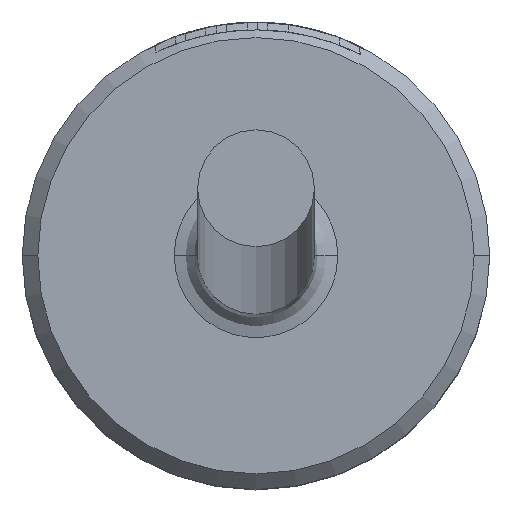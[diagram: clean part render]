
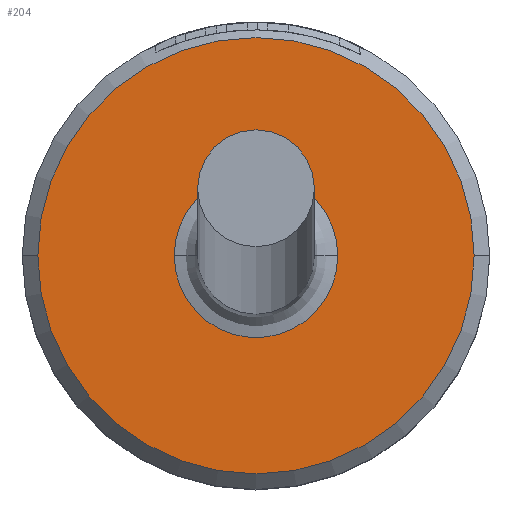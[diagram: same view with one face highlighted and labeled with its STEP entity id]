
A CAD part, top view. The second image highlights one B-rep face of the part: STEP entity #204.
In plain terms, the highlighted planar face has unit normal (0, 0, 1).
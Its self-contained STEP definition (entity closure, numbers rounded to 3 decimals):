
#8 = AXIS2_PLACEMENT_3D ( 'NONE', #581, #37, #663 ) ;
#16 = VERTEX_POINT ( 'NONE', #576 ) ;
#37 = DIRECTION ( 'NONE',  ( 0., 0., 1. ) ) ;
#50 = CIRCLE ( 'NONE', #8, 2.8 ) ;
#60 = CARTESIAN_POINT ( 'NONE',  ( 0., 0., 4. ) ) ;
#73 = VERTEX_POINT ( 'NONE', #779 ) ;
#97 = ORIENTED_EDGE ( 'NONE', *, *, #699, .T. ) ;
#115 = FACE_OUTER_BOUND ( 'NONE', #486, .T. ) ;
#142 = CIRCLE ( 'NONE', #240, 1.05 ) ;
#158 = FACE_BOUND ( 'NONE', #572, .T. ) ;
#159 = DIRECTION ( 'NONE',  ( 1., 0., 0. ) ) ;
#165 = EDGE_CURVE ( 'NONE', #16, #73, #142, .T. ) ;
#204 = ADVANCED_FACE ( 'NONE', ( #115, #158 ), #408, .T. ) ;
#240 = AXIS2_PLACEMENT_3D ( 'NONE', #951, #919, #417 ) ;
#271 = AXIS2_PLACEMENT_3D ( 'NONE', #60, #685, #159 ) ;
#305 = CARTESIAN_POINT ( 'NONE',  ( 0., 0., 4. ) ) ;
#362 = CARTESIAN_POINT ( 'NONE',  ( 0., 0., 4. ) ) ;
#396 = CIRCLE ( 'NONE', #271, 2.8 ) ;
#398 = ORIENTED_EDGE ( 'NONE', *, *, #731, .T. ) ;
#408 = PLANE ( 'NONE',  #548 ) ;
#417 = DIRECTION ( 'NONE',  ( -1., 0., 0. ) ) ;
#443 = DIRECTION ( 'NONE',  ( -1., 0., 0. ) ) ;
#486 = EDGE_LOOP ( 'NONE', ( #97, #747 ) ) ;
#548 = AXIS2_PLACEMENT_3D ( 'NONE', #305, #1094, #559 ) ;
#559 = DIRECTION ( 'NONE',  ( 1., 0., 0. ) ) ;
#572 = EDGE_LOOP ( 'NONE', ( #398, #822 ) ) ;
#576 = CARTESIAN_POINT ( 'NONE',  ( 1.05, 0., 4. ) ) ;
#581 = CARTESIAN_POINT ( 'NONE',  ( 0., 0., 4. ) ) ;
#627 = AXIS2_PLACEMENT_3D ( 'NONE', #362, #971, #443 ) ;
#645 = EDGE_CURVE ( 'NONE', #966, #1019, #50, .T. ) ;
#663 = DIRECTION ( 'NONE',  ( 1., 0., 0. ) ) ;
#684 = CARTESIAN_POINT ( 'NONE',  ( -2.8, 0., 4. ) ) ;
#685 = DIRECTION ( 'NONE',  ( 0., 0., 1. ) ) ;
#699 = EDGE_CURVE ( 'NONE', #1019, #966, #396, .T. ) ;
#731 = EDGE_CURVE ( 'NONE', #73, #16, #770, .T. ) ;
#747 = ORIENTED_EDGE ( 'NONE', *, *, #645, .T. ) ;
#768 = CARTESIAN_POINT ( 'NONE',  ( 2.8, 0., 4. ) ) ;
#770 = CIRCLE ( 'NONE', #627, 1.05 ) ;
#779 = CARTESIAN_POINT ( 'NONE',  ( -1.05, 0., 4. ) ) ;
#822 = ORIENTED_EDGE ( 'NONE', *, *, #165, .T. ) ;
#919 = DIRECTION ( 'NONE',  ( 0., 0., -1. ) ) ;
#951 = CARTESIAN_POINT ( 'NONE',  ( 0., 0., 4. ) ) ;
#966 = VERTEX_POINT ( 'NONE', #768 ) ;
#971 = DIRECTION ( 'NONE',  ( 0., 0., -1. ) ) ;
#1019 = VERTEX_POINT ( 'NONE', #684 ) ;
#1094 = DIRECTION ( 'NONE',  ( 0., 0., 1. ) ) ;
